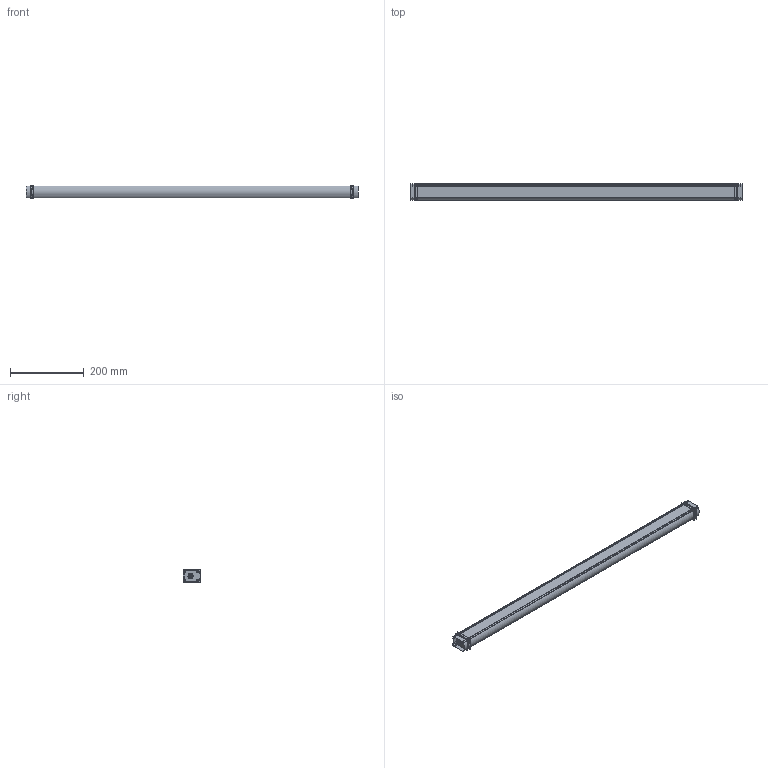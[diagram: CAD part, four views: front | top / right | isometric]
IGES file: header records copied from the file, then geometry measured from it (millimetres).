
Start section:  PTC IGES file: 243907_sm01.igs
Global section: file name: 243907_sm01.igs; native system: Creo Parametric by PTC Inc.; preprocessor: 2022414; author: banengservice; organization: Unknown; date: 20250303.110738; units: millimetre
Bounding box: 897.52 x 48 x 35.52 mm (x, y, z)
Volume: 1151771.9 mm3; surface area: 556785.9 mm2
Topology: 1 solids, 1 shells, 1570 faces, 8108 edges, 10324 vertices
Faces by surface type: revolution 924, bspline 646
